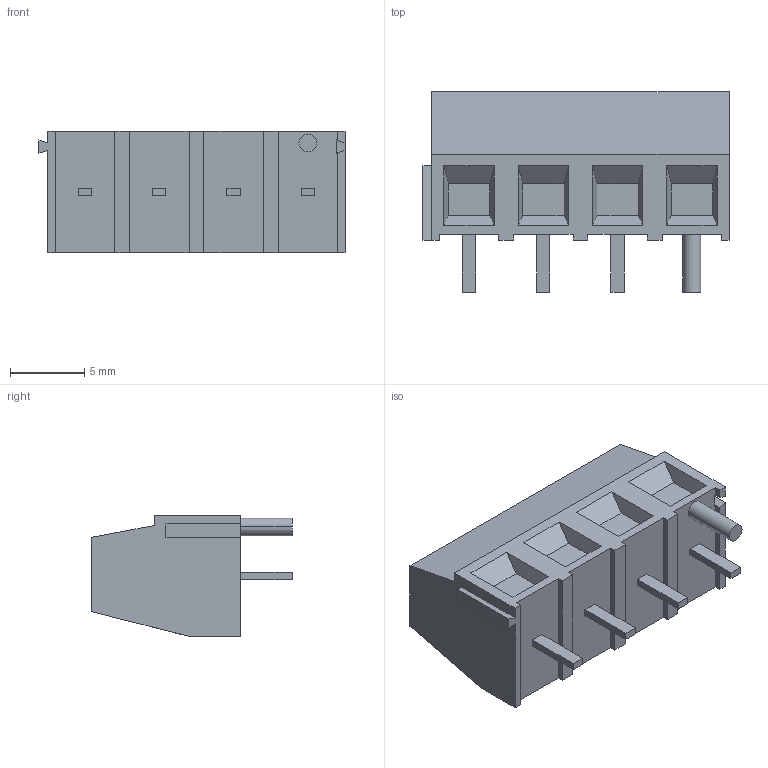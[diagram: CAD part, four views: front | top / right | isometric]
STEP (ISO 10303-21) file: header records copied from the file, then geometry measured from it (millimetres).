
FILE_DESCRIPTION((''),'2;1');
FILE_NAME('C-3-282836-2','2011-01-28T',('workeradm'),('Tyco Electronics Ltd.'),'PRO/ENGINEER BY PARAMETRIC TECHNOLOGY CORPORATION, 2009300','PRO/ENGINEER BY PARAMETRIC TECHNOLOGY CORPORATION, 2009300','');
FILE_SCHEMA(('AUTOMOTIVE_DESIGN { 1 0 10303 214 1 1 1 1 }'));
Length unit declared in the file: millimetre
Products named in the file (1): C-3-282836-2
Bounding box: 20.6 x 13.5 x 8.2 mm (x, y, z)
Volume: 1294.6 mm3; surface area: 1032.9 mm2
Topology: 1 solids, 1 shells, 126 faces, 333 edges, 222 vertices
Faces by surface type: plane 116, cylinder 10
Entity records: 4127 total; most frequent: CARTESIAN_POINT 683, ORIENTED_EDGE 666, DIRECTION 621, EDGE_CURVE 333, VECTOR 297, LINE 297, VERTEX_POINT 222, AXIS2_PLACEMENT_3D 162
